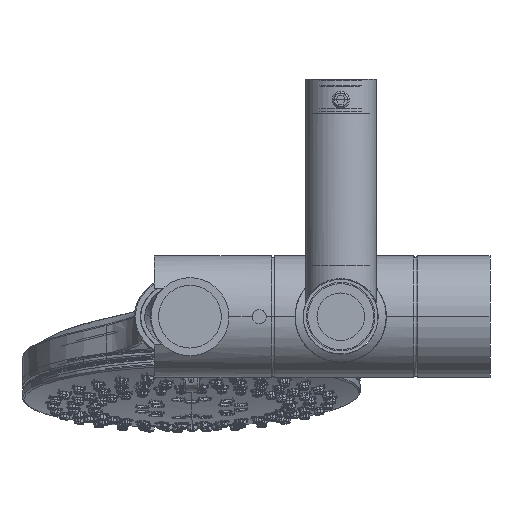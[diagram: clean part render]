
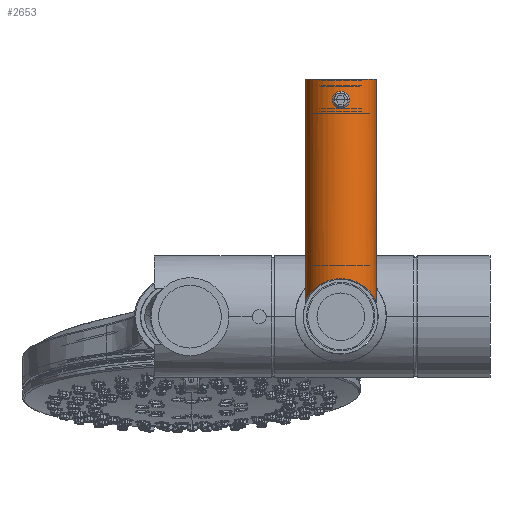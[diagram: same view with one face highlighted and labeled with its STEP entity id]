
A CAD part, front view. The second image highlights one B-rep face of the part: STEP entity #2653.
In plain terms, the highlighted cylindrical face has radius 10.5 mm (diameter 21 mm), a partial arc.
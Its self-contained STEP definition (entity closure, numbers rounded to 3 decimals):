
#1677=CARTESIAN_POINT('',(0.,70.,0.));
#1678=DIRECTION('',(0.,1.,0.));
#1679=DIRECTION('',(-1.,0.,0.));
#1680=AXIS2_PLACEMENT_3D('',#1677,#1678,#1679);
#1892=CARTESIAN_POINT('',(-2.,64.,10.308));
#1893=CARTESIAN_POINT('',(-2.,64.141,10.308));
#1894=CARTESIAN_POINT('',(-1.971,64.417,10.313));
#1895=CARTESIAN_POINT('',(-1.841,64.819,10.338));
#1896=CARTESIAN_POINT('',(-1.63,65.184,10.374));
#1897=CARTESIAN_POINT('',(-1.35,65.495,10.414));
#1898=CARTESIAN_POINT('',(-1.008,65.744,10.454));
#1899=CARTESIAN_POINT('',(-0.626,65.915,
10.484));
#1900=CARTESIAN_POINT('',(-0.21,66.004,
10.501));
#1901=CARTESIAN_POINT('',(0.209,66.004,10.501));
#1902=CARTESIAN_POINT('',(0.625,65.915,10.484));
#1903=CARTESIAN_POINT('',(1.008,65.745,10.454));
#1904=CARTESIAN_POINT('',(1.35,65.496,10.414));
#1905=CARTESIAN_POINT('',(1.629,65.185,10.374));
#1906=CARTESIAN_POINT('',(1.841,64.819,10.338));
#1907=CARTESIAN_POINT('',(1.971,64.417,10.314));
#1908=CARTESIAN_POINT('',(2.,64.141,10.308));
#1909=CARTESIAN_POINT('',(2.,64.,10.308));
#1911=CARTESIAN_POINT('',(2.,64.,10.308));
#1912=CARTESIAN_POINT('',(2.,63.859,10.308));
#1913=CARTESIAN_POINT('',(1.971,63.583,10.313));
#1914=CARTESIAN_POINT('',(1.841,63.181,10.338));
#1915=CARTESIAN_POINT('',(1.63,62.816,10.374));
#1916=CARTESIAN_POINT('',(1.35,62.505,10.414));
#1917=CARTESIAN_POINT('',(1.008,62.256,10.454));
#1918=CARTESIAN_POINT('',(0.626,62.085,10.484));
#1919=CARTESIAN_POINT('',(0.21,61.996,10.501));
#1920=CARTESIAN_POINT('',(-0.209,61.996,
10.501));
#1921=CARTESIAN_POINT('',(-0.625,62.085,
10.484));
#1922=CARTESIAN_POINT('',(-1.008,62.255,10.454));
#1923=CARTESIAN_POINT('',(-1.35,62.504,10.414));
#1924=CARTESIAN_POINT('',(-1.629,62.815,10.374));
#1925=CARTESIAN_POINT('',(-1.841,63.181,10.338));
#1926=CARTESIAN_POINT('',(-1.971,63.583,10.314));
#1927=CARTESIAN_POINT('',(-2.,63.859,10.308));
#1928=CARTESIAN_POINT('',(-2.,64.,10.308));
#1930=CARTESIAN_POINT('',(10.5,4.399,
0.));
#1931=CARTESIAN_POINT('',(10.5,4.399,0.281));
#1932=CARTESIAN_POINT('',(10.478,4.451,0.872));
#1933=CARTESIAN_POINT('',(10.353,4.727,1.845));
#1934=CARTESIAN_POINT('',(10.12,5.198,2.869));
#1935=CARTESIAN_POINT('',(9.758,5.835,3.936));
#1936=CARTESIAN_POINT('',(9.235,6.613,5.052));
#1937=CARTESIAN_POINT('',(8.512,7.5,6.206));
#1938=CARTESIAN_POINT('',(7.499,8.491,7.412));
#1939=CARTESIAN_POINT('',(6.209,9.444,8.524));
#1940=CARTESIAN_POINT('',(4.82,10.189,9.371));
#1941=CARTESIAN_POINT('',(3.443,10.71,9.955));
#1942=CARTESIAN_POINT('',(2.055,11.046,10.329));
#1943=CARTESIAN_POINT('',(0.676,11.208,10.508));
#1944=CARTESIAN_POINT('',(-0.699,11.206,
10.507));
#1945=CARTESIAN_POINT('',(-2.079,11.042,10.324));
#1946=CARTESIAN_POINT('',(-3.467,10.702,9.947));
#1947=CARTESIAN_POINT('',(-4.845,10.178,9.359));
#1948=CARTESIAN_POINT('',(-6.231,9.43,8.508));
#1949=CARTESIAN_POINT('',(-7.518,8.475,7.393));
#1950=CARTESIAN_POINT('',(-8.526,7.485,6.186));
#1951=CARTESIAN_POINT('',(-9.243,6.601,5.036));
#1952=CARTESIAN_POINT('',(-9.763,5.827,3.923));
#1953=CARTESIAN_POINT('',(-10.123,5.193,2.859));
#1954=CARTESIAN_POINT('',(-10.354,4.725,1.838));
#1955=CARTESIAN_POINT('',(-10.478,4.45,
0.868));
#1956=CARTESIAN_POINT('',(-10.5,4.399,
0.28));
#1957=CARTESIAN_POINT('',(-10.5,4.399,
0.));
#1959=DIRECTION('',(0.,1.,0.));
#1960=VECTOR('',#1959,65.601);
#1961=CARTESIAN_POINT('',(-10.5,4.399,
0.));
#1962=LINE('',#1961,#1960);
#1971=CARTESIAN_POINT('',(-10.5,4.399,
0.));
#1998=CARTESIAN_POINT('',(10.5,4.399,
0.));
#2000=DIRECTION('',(0.,1.,0.));
#2001=VECTOR('',#2000,65.601);
#2002=CARTESIAN_POINT('',(10.5,4.399,
0.));
#2003=LINE('',#2002,#2001);
#2004=CARTESIAN_POINT('',(10.5,70.,0.));
#2005=CARTESIAN_POINT('',(-10.5,70.,0.));
#2006=VERTEX_POINT('',#2004);
#2007=VERTEX_POINT('',#2005);
#2030=VERTEX_POINT('',#1892);
#2031=VERTEX_POINT('',#1909);
#2036=VERTEX_POINT('',#1971);
#2037=VERTEX_POINT('',#1998);
#2634=CARTESIAN_POINT('',(0.,0.,0.));
#2635=DIRECTION('',(0.,1.,0.));
#2636=DIRECTION('',(1.,0.,0.));
#2637=AXIS2_PLACEMENT_3D('',#2634,#2635,#2636);
#2638=CYLINDRICAL_SURFACE('',#2637,10.5);
#2639=ORIENTED_EDGE('',*,*,#2628,.T.);
#2641=ORIENTED_EDGE('',*,*,#2640,.T.);
#2642=ORIENTED_EDGE('',*,*,#2045,.T.);
#2644=ORIENTED_EDGE('',*,*,#2643,.F.);
#2645=EDGE_LOOP('',(#2639,#2641,#2642,#2644));
#2646=FACE_OUTER_BOUND('',#2645,.F.);
#2648=ORIENTED_EDGE('',*,*,#2647,.F.);
#2650=ORIENTED_EDGE('',*,*,#2649,.F.);
#2651=EDGE_LOOP('',(#2648,#2650));
#2652=FACE_BOUND('',#2651,.F.);
#1681=CIRCLE('',#1680,10.5);
#1910=B_SPLINE_CURVE_WITH_KNOTS('',3,(#1892,#1893,#1894,#1895,#1896,#1897,#1898,
#1899,#1900,#1901,#1902,#1903,#1904,#1905,#1906,#1907,#1908,#1909),
.UNSPECIFIED.,.F.,.F.,(4,1,1,1,1,1,1,1,1,1,1,1,1,1,1,4),(0.,0.067,
0.133,0.2,0.267,0.333,0.4,
0.467,0.533,0.6,0.667,0.733,
0.8,0.867,0.933,1.),.UNSPECIFIED.);
#1929=B_SPLINE_CURVE_WITH_KNOTS('',3,(#1911,#1912,#1913,#1914,#1915,#1916,#1917,
#1918,#1919,#1920,#1921,#1922,#1923,#1924,#1925,#1926,#1927,#1928),
.UNSPECIFIED.,.F.,.F.,(4,1,1,1,1,1,1,1,1,1,1,1,1,1,1,4),(0.,0.067,
0.133,0.2,0.267,0.333,0.4,
0.467,0.533,0.6,0.667,0.733,
0.8,0.867,0.933,1.),.UNSPECIFIED.);
#1958=B_SPLINE_CURVE_WITH_KNOTS('',3,(#1930,#1931,#1932,#1933,#1934,#1935,#1936,
#1937,#1938,#1939,#1940,#1941,#1942,#1943,#1944,#1945,#1946,#1947,#1948,#1949,
#1950,#1951,#1952,#1953,#1954,#1955,#1956,#1957),.UNSPECIFIED.,.F.,.F.,(4,1,1,1,
1,1,1,1,1,1,1,1,1,1,1,1,1,1,1,1,1,1,1,1,1,4),(0.,0.04,0.08,0.12,0.16,
0.2,0.24,0.28,0.32,0.36,0.4,0.44,0.48,0.52,0.56,0.6,
0.64,0.68,0.72,0.76,0.8,0.84,0.88,0.92,0.96,1.),
.UNSPECIFIED.);
#2045=EDGE_CURVE('',#2007,#2006,#1681,.T.);
#2628=EDGE_CURVE('',#2037,#2036,#1958,.T.);
#2640=EDGE_CURVE('',#2036,#2007,#1962,.T.);
#2643=EDGE_CURVE('',#2037,#2006,#2003,.T.);
#2647=EDGE_CURVE('',#2030,#2031,#1910,.T.);
#2649=EDGE_CURVE('',#2031,#2030,#1929,.T.);
#2653=ADVANCED_FACE('',(#2646,#2652),#2638,.T.);
